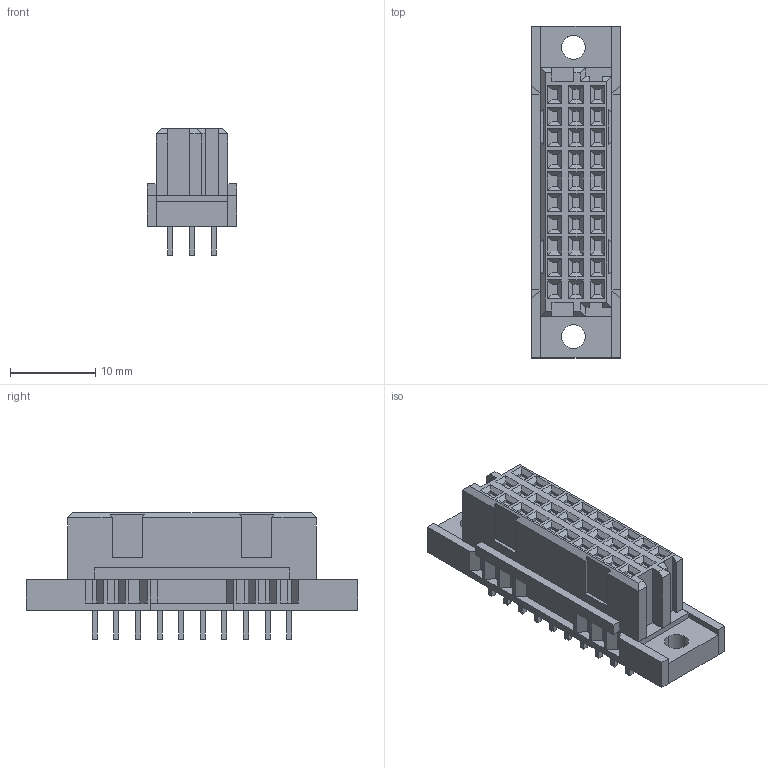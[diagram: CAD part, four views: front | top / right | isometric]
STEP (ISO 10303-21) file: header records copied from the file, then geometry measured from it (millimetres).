
FILE_DESCRIPTION((''),'2;1');
FILE_NAME('EPT_304-80064-01.stp','2012-05-24T08:39:18',(''),(''),'Mechanical Desktop 2011','Mechanical Desktop 2011',', , ');
FILE_SCHEMA(('AUTOMOTIVE_DESIGN { 1 2 10303 214 1 1 1 1 }'));
Length unit declared in the file: millimetre
Products named in the file (1): Product
Bounding box: 10.5 x 39 x 14.85 mm (x, y, z)
Volume: 3116.4 mm3; surface area: 4005.1 mm2
Topology: 39 solids, 39 shells, 610 faces, 1378 edges, 876 vertices
Faces by surface type: plane 565, bspline 41, cylinder 4
Entity records: 16528 total; most frequent: CARTESIAN_POINT 2988, ORIENTED_EDGE 2756, DIRECTION 2526, EDGE_CURVE 1378, VECTOR 1370, LINE 1370, VERTEX_POINT 876, EDGE_LOOP 644
